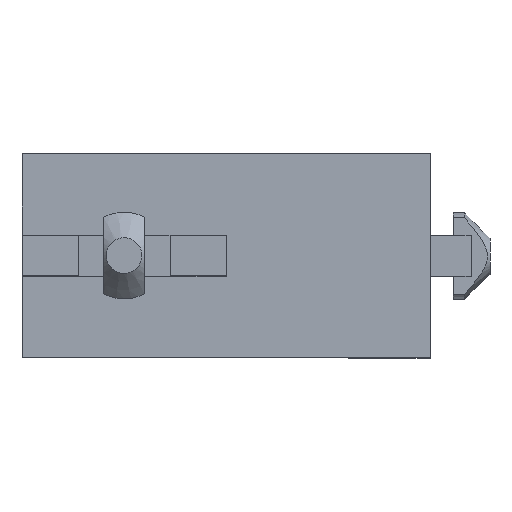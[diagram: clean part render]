
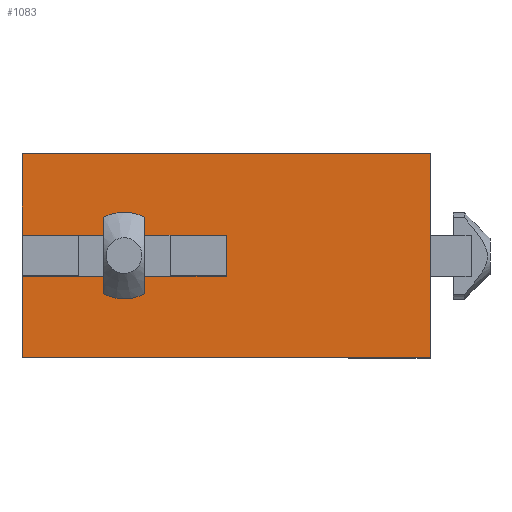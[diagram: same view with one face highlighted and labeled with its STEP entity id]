
A CAD part, top view. The second image highlights one B-rep face of the part: STEP entity #1083.
In plain terms, the highlighted planar face has unit normal (0, 0, 1).
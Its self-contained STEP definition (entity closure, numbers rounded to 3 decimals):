
#1083=ADVANCED_FACE('',(#1415),#1416,.T.);
#1415=FACE_OUTER_BOUND('',#1732,.T.);
#1416=PLANE('',#1733);
#1732=EDGE_LOOP('',(#2328,#2329,#2330,#2331,#2332,#2333,#2334,#2335,#2336,#2337,#2338,#2339));
#1733=AXIS2_PLACEMENT_3D('',#2340,#2341,#2342);
#2328=ORIENTED_EDGE('',*,*,#2894,.T.);
#2329=ORIENTED_EDGE('',*,*,#2895,.F.);
#2330=ORIENTED_EDGE('',*,*,#2896,.F.);
#2331=ORIENTED_EDGE('',*,*,#2897,.F.);
#2332=ORIENTED_EDGE('',*,*,#2898,.T.);
#2333=ORIENTED_EDGE('',*,*,#2899,.F.);
#2334=ORIENTED_EDGE('',*,*,#2900,.T.);
#2335=ORIENTED_EDGE('',*,*,#2901,.F.);
#2336=ORIENTED_EDGE('',*,*,#2890,.F.);
#2337=ORIENTED_EDGE('',*,*,#2902,.T.);
#2338=ORIENTED_EDGE('',*,*,#2903,.T.);
#2339=ORIENTED_EDGE('',*,*,#2904,.F.);
#2340=CARTESIAN_POINT('',(-40.0,20.0,0.0));
#2341=DIRECTION('',(0.,0.0,1.0));
#2342=DIRECTION('',(-1.0,0.0,0.));
#2890=EDGE_CURVE('',#3316,#3318,#3319,.T.);
#2894=EDGE_CURVE('',#3323,#3324,#3325,.F.);
#2895=EDGE_CURVE('',#3326,#3324,#3327,.T.);
#2896=EDGE_CURVE('',#3328,#3326,#3329,.T.);
#2897=EDGE_CURVE('',#3330,#3328,#3331,.T.);
#2898=EDGE_CURVE('',#3330,#3332,#3333,.F.);
#2899=EDGE_CURVE('',#3334,#3332,#3335,.T.);
#2900=EDGE_CURVE('',#3334,#3336,#3337,.T.);
#2901=EDGE_CURVE('',#3318,#3336,#3338,.T.);
#2902=EDGE_CURVE('',#3316,#3339,#3340,.T.);
#2903=EDGE_CURVE('',#3339,#3341,#3342,.T.);
#2904=EDGE_CURVE('',#3323,#3341,#3343,.T.);
#3316=VERTEX_POINT('',#3977);
#3318=VERTEX_POINT('',#3980);
#3319=LINE('',#3981,#3982);
#3323=VERTEX_POINT('',#3988);
#3324=VERTEX_POINT('',#3989);
#3325=CIRCLE('',#3990,4.1);
#3326=VERTEX_POINT('',#3991);
#3327=LINE('',#3992,#3993);
#3328=VERTEX_POINT('',#3994);
#3329=LINE('',#3995,#3996);
#3330=VERTEX_POINT('',#3997);
#3331=LINE('',#3998,#3999);
#3332=VERTEX_POINT('',#4000);
#3333=CIRCLE('',#4001,4.1);
#3334=VERTEX_POINT('',#4002);
#3335=LINE('',#4003,#4004);
#3336=VERTEX_POINT('',#4005);
#3337=LINE('',#4006,#4007);
#3338=LINE('',#4008,#4009);
#3339=VERTEX_POINT('',#4010);
#3340=LINE('',#4011,#4012);
#3341=VERTEX_POINT('',#4013);
#3342=LINE('',#4014,#4015);
#3343=LINE('',#4016,#4017);
#3977=CARTESIAN_POINT('',(0.,20.0,0.0));
#3980=CARTESIAN_POINT('',(0.,-20.0,0.0));
#3981=CARTESIAN_POINT('',(0.,20.0,0.0));
#3982=VECTOR('',#4434,1.0);
#3988=CARTESIAN_POINT('',(-60.9,4.0,0.));
#3989=CARTESIAN_POINT('',(-59.1,4.0,0.));
#3990=AXIS2_PLACEMENT_3D('',#4437,#4438,#4439);
#3991=CARTESIAN_POINT('',(-40.0,4.0,0.0));
#3992=CARTESIAN_POINT('',(-60.0,4.0,0.0));
#3993=VECTOR('',#4440,1.0);
#3994=CARTESIAN_POINT('',(-40.0,-4.0,0.0));
#3995=CARTESIAN_POINT('',(-40.0,0.0,0.0));
#3996=VECTOR('',#4441,1.0);
#3997=CARTESIAN_POINT('',(-59.1,-4.0,0.0));
#3998=CARTESIAN_POINT('',(-60.0,-4.0,0.0));
#3999=VECTOR('',#4442,1.0);
#4000=CARTESIAN_POINT('',(-60.9,-4.0,0.));
#4001=AXIS2_PLACEMENT_3D('',#4443,#4444,#4445);
#4002=CARTESIAN_POINT('',(-80.0,-4.0,0.));
#4003=CARTESIAN_POINT('',(-60.0,-4.0,0.0));
#4004=VECTOR('',#4446,1.0);
#4005=CARTESIAN_POINT('',(-80.0,-20.0,0.));
#4006=CARTESIAN_POINT('',(-80.0,20.0,0.));
#4007=VECTOR('',#4447,1.0);
#4008=CARTESIAN_POINT('',(-40.0,-20.0,0.0));
#4009=VECTOR('',#4448,1.0);
#4010=CARTESIAN_POINT('',(-80.0,20.0,0.));
#4011=CARTESIAN_POINT('',(-40.0,20.0,0.0));
#4012=VECTOR('',#4449,1.0);
#4013=CARTESIAN_POINT('',(-80.0,4.0,0.));
#4014=CARTESIAN_POINT('',(-80.0,20.0,0.));
#4015=VECTOR('',#4450,1.0);
#4016=CARTESIAN_POINT('',(-60.0,4.0,0.0));
#4017=VECTOR('',#4451,1.0);
#4434=DIRECTION('',(0.0,-1.0,0.0));
#4437=CARTESIAN_POINT('',(-60.0,0.0,0.));
#4438=DIRECTION('',(0.,0.0,1.0));
#4439=DIRECTION('',(1.0,0.0,0.));
#4440=DIRECTION('',(-1.0,0.,0.0));
#4441=DIRECTION('',(0.,1.0,0.0));
#4442=DIRECTION('',(1.0,0.0,0.0));
#4443=CARTESIAN_POINT('',(-60.0,0.0,0.));
#4444=DIRECTION('',(0.,0.0,1.0));
#4445=DIRECTION('',(1.0,0.0,0.));
#4446=DIRECTION('',(1.0,0.0,0.0));
#4447=DIRECTION('',(0.0,-1.0,0.0));
#4448=DIRECTION('',(-1.0,0.0,0.));
#4449=DIRECTION('',(-1.0,0.0,0.));
#4450=DIRECTION('',(0.0,-1.0,0.0));
#4451=DIRECTION('',(-1.0,0.,0.0));
